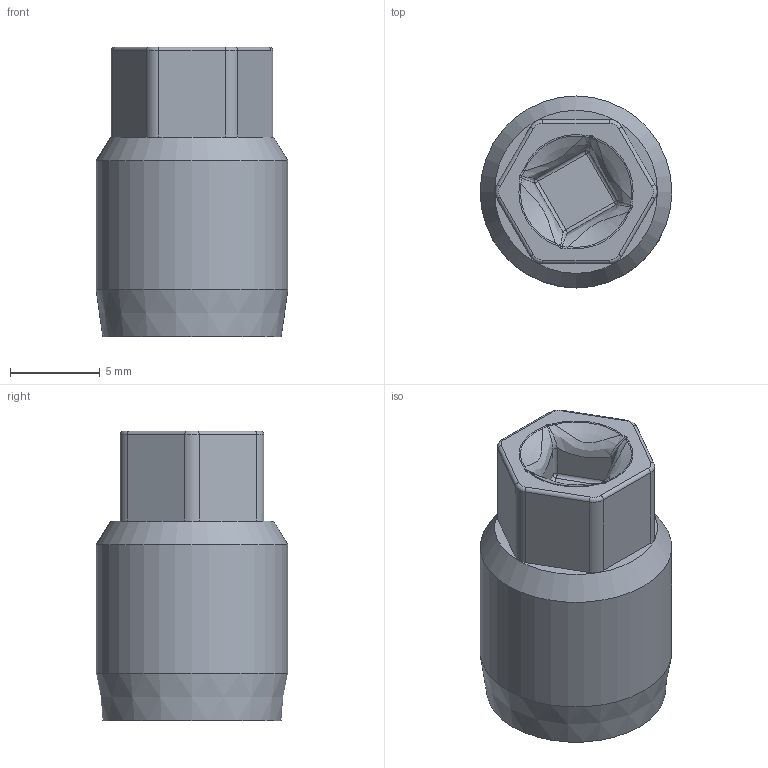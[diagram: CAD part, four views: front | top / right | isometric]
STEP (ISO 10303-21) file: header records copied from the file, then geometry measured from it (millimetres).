
FILE_DESCRIPTION(/* description */ ('STEP AP203'),/* implementation_level */ '2;1');
FILE_NAME(/* name */ '3 squarehead v1.step',/* time_stamp */ '2025-04-04T09:12:51-07:00',/* author */ (''),/* organization */ (''),/* preprocessor_version */ 'ST-DEVELOPER v20.1',/* originating_system */ 'Autodesk Translation Framework v14.4.0.0',/* authorisation */ '');
FILE_SCHEMA (('AUTOMOTIVE_DESIGN { 1 0 10303 214 3 1 1 }'));
Length unit declared in the file: millimetre
Products named in the file (3): 3 squarehead; allen; square
Assembly tree (2 placements, depth 2):
  3 squarehead
    allen
    square
Bounding box: 10.66 x 10.66 x 16.11 mm (x, y, z)
Volume: 800.1 mm3; surface area: 959.3 mm2
Topology: 2 solids, 2 shells, 90 faces, 204 edges, 115 vertices
Faces by surface type: plane 27, cylinder 22, bspline 20, torus 14, sphere 4, cone 3
Full cylindrical faces by diameter (mm): 6.35 x1, 10.659 x1
Entity records: 3526 total; most frequent: CARTESIAN_POINT 1567, ORIENTED_EDGE 400, DIRECTION 395, EDGE_CURVE 200, AXIS2_PLACEMENT_3D 163, VERTEX_POINT 115, EDGE_LOOP 93, FACE_OUTER_BOUND 90
